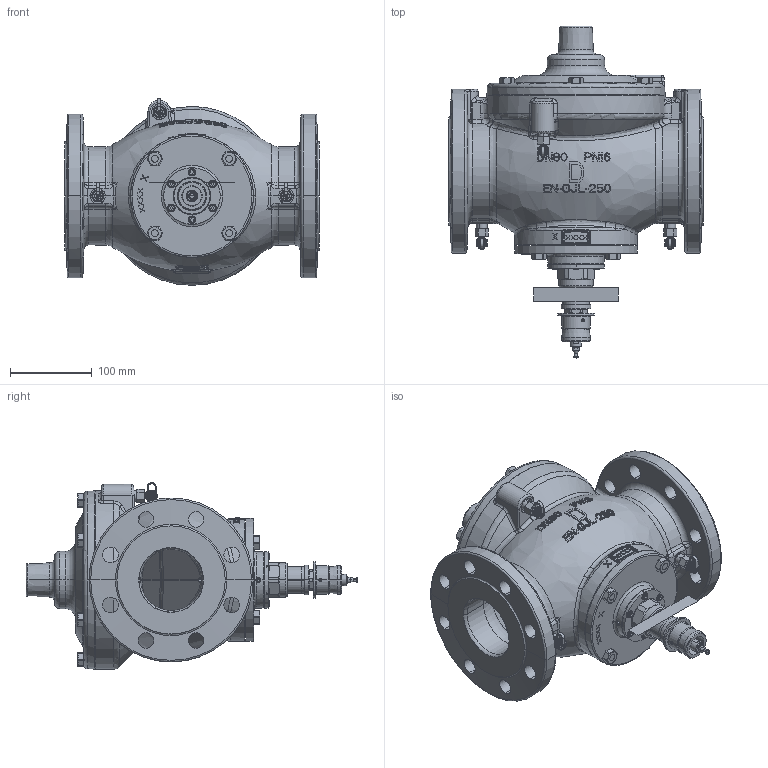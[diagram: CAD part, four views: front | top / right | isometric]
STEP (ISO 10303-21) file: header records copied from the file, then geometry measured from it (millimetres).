
FILE_DESCRIPTION((''),'2;1');
FILE_NAME('003Z0774_ASM','2015-05-19T',('u317927'),('Danfoss'),'PRO/ENGINEER BY PARAMETRIC TECHNOLOGY CORPORATION, 2014000','PRO/ENGINEER BY PARAMETRIC TECHNOLOGY CORPORATION, 2014000','');
FILE_SCHEMA(('CONFIG_CONTROL_DESIGN'));
Products named in the file (31): 89077140; 54590120; 89077360; 8907117; 8907205; 8907127; 89072280; 51811501; 8503204_VRAT_VENTILA_D_INST; 8503204_STUFFING_BOX_DN65-80_ASM; 5181001; 52017540; 89077490_ASM; 8907240_ASM; 8907231; 8907135; 8907241_ASM; 51818000; 51818090; 8901337; 8901338; 8901339; 89077370; 8503301_ADAPTER_NUT; 8503302_STEM_EXTENSION_DN15-50; 52215760; 003Z0694_ASM; 8907118; 8907275_ASM; 89074340_ASM; 003Z0774_ASM
Assembly tree (48 placements, depth 4):
  003Z0774_ASM
    89077140
    54590120
    89077490_ASM
      89077360
      8907117
      8907205
      8907127
      89072280
      51811501  x6
      8503204_STUFFING_BOX_DN65-80_ASM
        8503204_VRAT_VENTILA_D_INST
      5181001
      52017540
    8907240_ASM
    8907241_ASM
      8907231
      8907135
    51818000  x4
    51818090  x6
    8901337  x3
    8901338
    8901339  x2
    003Z0694_ASM
      89077370
      8503301_ADAPTER_NUT
      8503302_STEM_EXTENSION_DN15-50
      52215760  x3
    8907118
    89074340_ASM
      8907275_ASM
Bounding box: 310 x 405 x 227.7 mm (x, y, z)
Volume: 5015838.7 mm3; surface area: 781443.1 mm2
Topology: 43 solids, 101 shells, 3894 faces, 10032 edges, 6361 vertices
Faces by surface type: plane 1867, cylinder 1118, cone 425, bspline 346, torus 134, sphere 4
Entity records: 115180 total; most frequent: CARTESIAN_POINT 42611, ORIENTED_EDGE 15910, DIRECTION 13690, EDGE_CURVE 8041, AXIS2_PLACEMENT_3D 5389, VERTEX_POINT 5097, EDGE_LOOP 3408, FACE_OUTER_BOUND 3143
